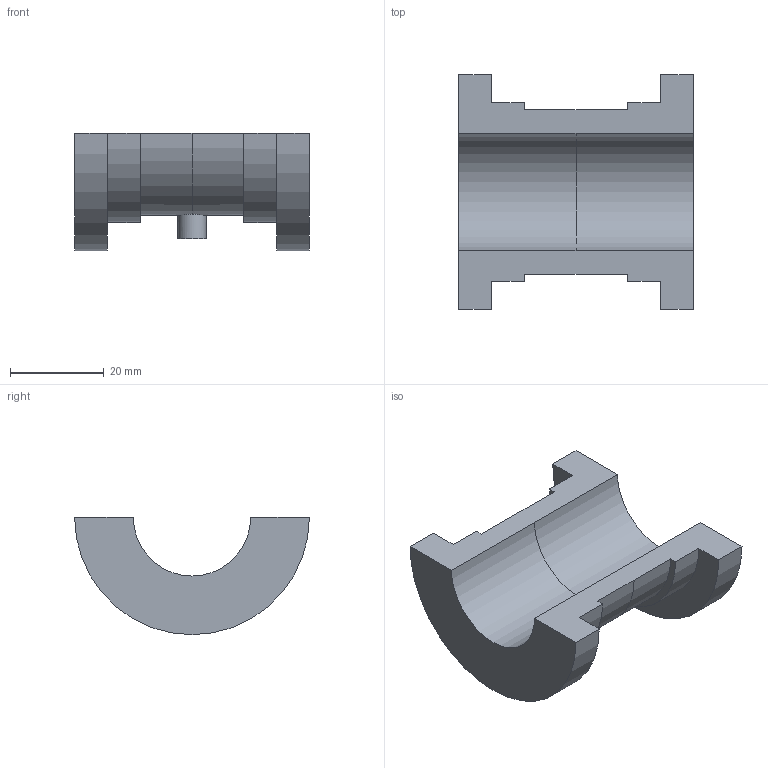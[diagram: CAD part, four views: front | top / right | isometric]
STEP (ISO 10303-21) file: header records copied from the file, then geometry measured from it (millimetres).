
FILE_DESCRIPTION(('CATIA V5 STEP Exchange'),'2;1');
FILE_NAME('Bearing Bottom.stp','2023-03-18T23:21:51+00:00',('none'),('none'),'CATIA Version 5 Release 21 GA (IN-10)','CATIA V5 STEP AP203','none');
FILE_SCHEMA(('CONFIG_CONTROL_DESIGN'));
Length unit declared in the file: millimetre
Products named in the file (1): Bearing Bottom
Bounding box: 50 x 50 x 25 mm (x, y, z)
Volume: 20137.9 mm3; surface area: 8430.8 mm2
Topology: 1 solids, 1 shells, 19 faces, 51 edges, 34 vertices
Faces by surface type: cylinder 10, plane 9
Entity records: 609 total; most frequent: CARTESIAN_POINT 119, ORIENTED_EDGE 102, DIRECTION 73, EDGE_CURVE 51, VERTEX_POINT 34, AXIS2_PLACEMENT_3D 31, VECTOR 30, LINE 30
